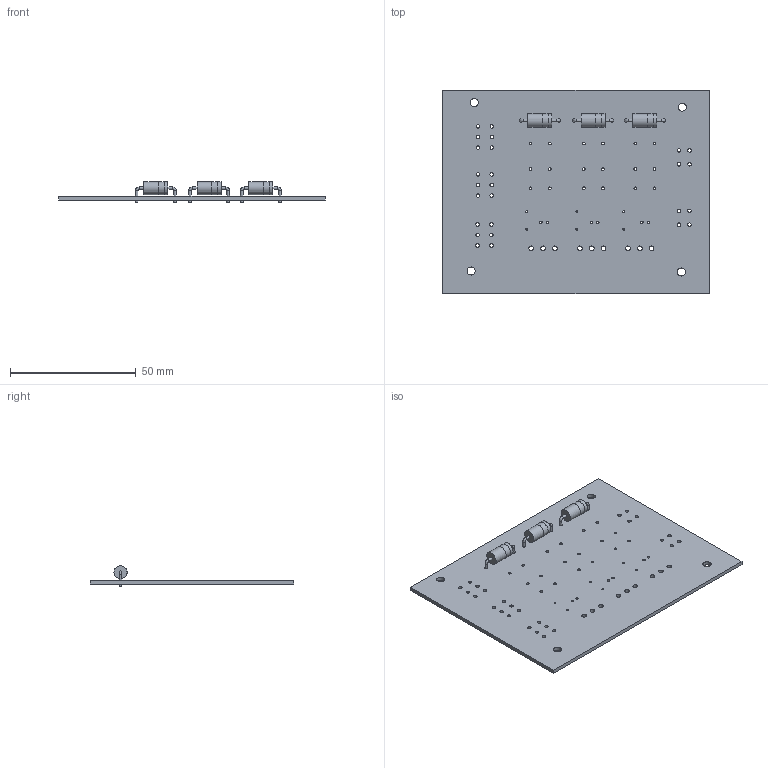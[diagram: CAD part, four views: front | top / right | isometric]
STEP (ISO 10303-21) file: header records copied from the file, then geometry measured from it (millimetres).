
FILE_DESCRIPTION(('KiCad electronic assembly'),'2;1');
FILE_NAME('Latchboard V9.step','2025-05-15T22:18:10',('Pcbnew'),('Kicad' ),'Open CASCADE STEP processor 7.8','KiCad to STEP converter', 'Unknown');
FILE_SCHEMA(('AUTOMOTIVE_DESIGN { 1 0 10303 214 1 1 1 1 }'));
Length unit declared in the file: millimetre
Products named in the file (3): Latchboard V9 1; D_DO-201_P15.24mm_Horizontal; Latchboard V9_PCB
Assembly tree (4 placements, depth 2):
  Latchboard V9 1
    D_DO-201_P15.24mm_Horizontal  x3
    Latchboard V9_PCB
Bounding box: 105.77 x 80.78 x 8.22 mm (x, y, z)
Volume: 13356.8 mm3; surface area: 18636.6 mm2
Topology: 4 solids, 4 shells, 126 faces, 306 edges, 200 vertices
Faces by surface type: cylinder 96, plane 24, torus 6
Full cylindrical faces by diameter (mm): 0.75 x6, 1 x18, 1.092 x18, 1.3 x6, 1.4 x26, 1.85 x9, 3.2 x4, 5.21 x6, 5.23 x3
Entity records: 3596 total; most frequent: DIRECTION 628, CARTESIAN_POINT 533, ORIENTED_EDGE 520, AXIS2_PLACEMENT_3D 267, EDGE_CURVE 260, FACE_BOUND 250, EDGE_LOOP 250, VERTEX_POINT 172
